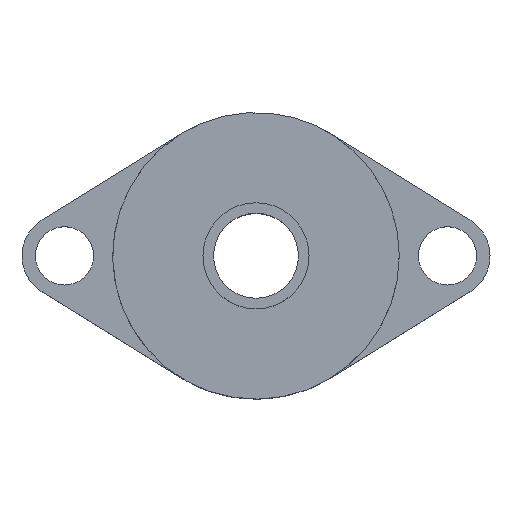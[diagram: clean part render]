
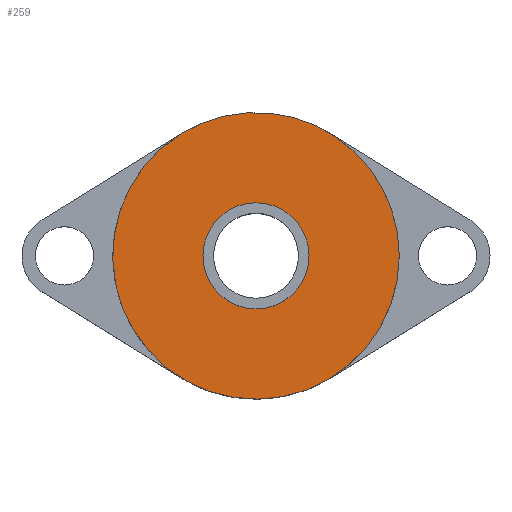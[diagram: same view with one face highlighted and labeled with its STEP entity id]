
A CAD part, top view. The second image highlights one B-rep face of the part: STEP entity #259.
In plain terms, the highlighted planar face has unit normal (0, 0, 1).
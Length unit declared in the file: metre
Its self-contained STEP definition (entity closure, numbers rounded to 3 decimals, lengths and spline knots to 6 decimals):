
#44=PLANE('',#292);
#57=ORIENTED_EDGE('',*,*,#123,.F.);
#58=ORIENTED_EDGE('',*,*,#124,.T.);
#123=EDGE_CURVE('',#156,#156,#181,.T.);
#124=EDGE_CURVE('',#157,#157,#182,.T.);
#156=VERTEX_POINT('',#416);
#157=VERTEX_POINT('',#418);
#181=CIRCLE('',#293,0.0135);
#182=CIRCLE('',#294,0.005);
#198=EDGE_LOOP('',(#57));
#199=EDGE_LOOP('',(#58));
#226=FACE_BOUND('',#198,.T.);
#227=FACE_BOUND('',#199,.T.);
#259=ADVANCED_FACE('',(#226,#227),#44,.T.);
#292=AXIS2_PLACEMENT_3D('',#414,#333,#334);
#293=AXIS2_PLACEMENT_3D('',#415,#335,#336);
#294=AXIS2_PLACEMENT_3D('',#417,#337,#338);
#333=DIRECTION('',(0.,0.,1.));
#334=DIRECTION('',(1.,0.,0.));
#335=DIRECTION('',(0.,0.,-1.));
#336=DIRECTION('',(1.,0.,0.));
#337=DIRECTION('',(0.,0.,-1.));
#338=DIRECTION('',(1.,0.,0.));
#414=CARTESIAN_POINT('',(-0.068,0.0453,0.007));
#415=CARTESIAN_POINT('',(-0.068,0.0453,0.007));
#416=CARTESIAN_POINT('',(-0.0545,0.0453,0.007));
#417=CARTESIAN_POINT('',(-0.068,0.0453,0.007));
#418=CARTESIAN_POINT('',(-0.063,0.0453,0.007));
